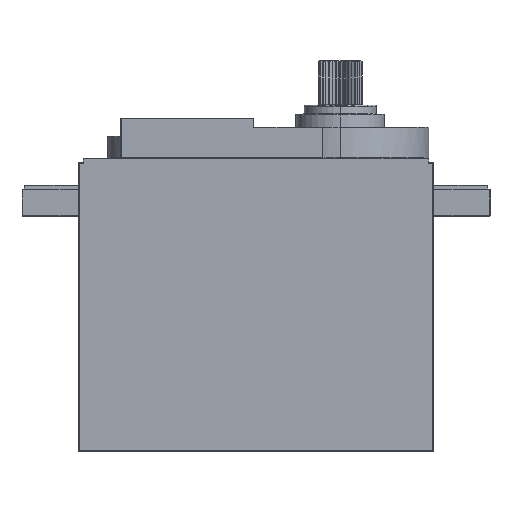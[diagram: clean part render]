
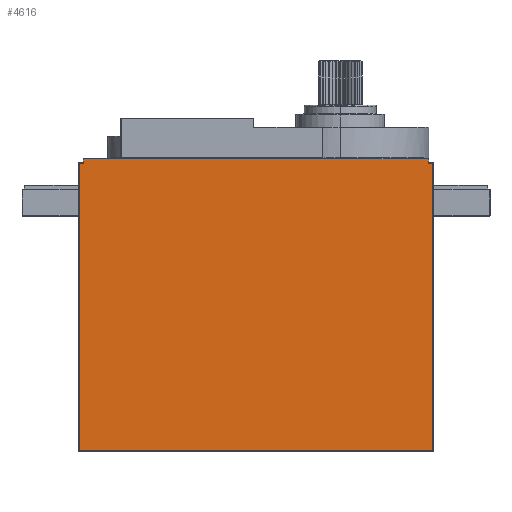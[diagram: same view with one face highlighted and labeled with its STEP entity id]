
A CAD part, top view. The second image highlights one B-rep face of the part: STEP entity #4616.
In plain terms, the highlighted planar face has unit normal (0, 0, 1).
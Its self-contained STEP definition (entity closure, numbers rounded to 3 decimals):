
#235 = ORIENTED_EDGE ( 'NONE', *, *, #8894, .T. ) ;
#518 = ORIENTED_EDGE ( 'NONE', *, *, #36518, .F. ) ;
#521 = CARTESIAN_POINT ( 'NONE',  ( 28.086, 32.95, 20. ) ) ;
#910 = CARTESIAN_POINT ( 'NONE',  ( 39.45, 32.95, 20. ) ) ;
#1591 = EDGE_LOOP ( 'NONE', ( #25307, #14800, #16570, #7171, #24285, #235, #6869, #30208, #36313, #35130, #5071, #518, #34298 ) ) ;
#1971 = VERTEX_POINT ( 'NONE', #521 ) ;
#2341 = CARTESIAN_POINT ( 'NONE',  ( 0., 0.05, 20. ) ) ;
#2412 = CARTESIAN_POINT ( 'NONE',  ( 28.321, 32.95, 20. ) ) ;
#2435 = EDGE_CURVE ( 'NONE', #1971, #28106, #38240, .T. ) ;
#2618 = DIRECTION ( 'NONE',  ( 0., 0., 1. ) ) ;
#2623 = DIRECTION ( 'NONE',  ( -1., 0., 0. ) ) ;
#3760 = EDGE_CURVE ( 'NONE', #1971, #16601, #25579, .T. ) ;
#3796 = CARTESIAN_POINT ( 'NONE',  ( 39.45, 0., 20. ) ) ;
#4302 = CARTESIAN_POINT ( 'NONE',  ( 29.618, 32.95, 20. ) ) ;
#4346 = CARTESIAN_POINT ( 'NONE',  ( 0.45, 32.45, 20. ) ) ;
#4353 = CIRCLE ( 'NONE', #41593, 0.1 ) ;
#4616 = ADVANCED_FACE ( 'NONE', ( #9368 ), #22723, .F. ) ;
#4784 = VECTOR ( 'NONE', #28512, 1000. ) ;
#4849 = EDGE_CURVE ( 'NONE', #43086, #33797, #40071, .T. ) ;
#5071 = ORIENTED_EDGE ( 'NONE', *, *, #34560, .T. ) ;
#5741 = CARTESIAN_POINT ( 'NONE',  ( 28.557, 32.95, 20. ) ) ;
#6036 = EDGE_CURVE ( 'NONE', #33797, #17280, #25203, .T. ) ;
#6692 = LINE ( 'NONE', #3796, #43249 ) ;
#6869 = ORIENTED_EDGE ( 'NONE', *, *, #40596, .T. ) ;
#6951 = CARTESIAN_POINT ( 'NONE',  ( 39.95, 0., 20. ) ) ;
#7171 = ORIENTED_EDGE ( 'NONE', *, *, #39358, .T. ) ;
#7568 = CARTESIAN_POINT ( 'NONE',  ( 0., 0., 20. ) ) ;
#8857 = CARTESIAN_POINT ( 'NONE',  ( 29.264, 32.95, 20. ) ) ;
#8894 = EDGE_CURVE ( 'NONE', #11282, #33285, #6692, .T. ) ;
#9115 = DIRECTION ( 'NONE',  ( -1., 0., 0. ) ) ;
#9368 = FACE_OUTER_BOUND ( 'NONE', #1591, .T. ) ;
#9457 = DIRECTION ( 'NONE',  ( -1., 0., 0. ) ) ;
#9511 = VECTOR ( 'NONE', #23306, 1000. ) ;
#10902 = VERTEX_POINT ( 'NONE', #4346 ) ;
#11282 = VERTEX_POINT ( 'NONE', #23508 ) ;
#11529 = EDGE_CURVE ( 'NONE', #11282, #41451, #4353, .T. ) ;
#11776 = DIRECTION ( 'NONE',  ( -1., 0., 0. ) ) ;
#11882 = CARTESIAN_POINT ( 'NONE',  ( 29.5, 32.95, 20. ) ) ;
#12405 = LINE ( 'NONE', #25767, #39496 ) ;
#12549 = CARTESIAN_POINT ( 'NONE',  ( 39.55, 32.55, 20. ) ) ;
#12746 = EDGE_CURVE ( 'NONE', #28106, #41246, #34265, .T. ) ;
#12763 = CARTESIAN_POINT ( 'NONE',  ( 0.55, 32.95, 20. ) ) ;
#14436 = CARTESIAN_POINT ( 'NONE',  ( 29.5, 32.95, 20. ) ) ;
#14800 = ORIENTED_EDGE ( 'NONE', *, *, #6036, .T. ) ;
#15465 = VECTOR ( 'NONE', #33789, 1000. ) ;
#16074 = CARTESIAN_POINT ( 'NONE',  ( 29.5, 32.95, 20. ) ) ;
#16570 = ORIENTED_EDGE ( 'NONE', *, *, #38107, .T. ) ;
#16601 = VERTEX_POINT ( 'NONE', #12763 ) ;
#17093 = VECTOR ( 'NONE', #2623, 1000. ) ;
#17234 = DIRECTION ( 'NONE',  ( 0., 1., 0. ) ) ;
#17280 = VERTEX_POINT ( 'NONE', #24153 ) ;
#17436 = CARTESIAN_POINT ( 'NONE',  ( 0.55, 0., 20. ) ) ;
#17808 = CARTESIAN_POINT ( 'NONE',  ( 30.914, 32.95, 20. ) ) ;
#18128 = CARTESIAN_POINT ( 'NONE',  ( 0., 32.95, 20. ) ) ;
#18903 = DIRECTION ( 'NONE',  ( -1., 0., 0. ) ) ;
#19191 = VECTOR ( 'NONE', #21423, 1000. ) ;
#19546 = CIRCLE ( 'NONE', #35041, 0.1 ) ;
#20974 = CARTESIAN_POINT ( 'NONE',  ( 39.95, 32.45, 20. ) ) ;
#21367 = DIRECTION ( 'NONE',  ( 0., -1., 0. ) ) ;
#21423 = DIRECTION ( 'NONE',  ( -1., 0., 0. ) ) ;
#21875 = CARTESIAN_POINT ( 'NONE',  ( 29.971, 32.95, 20. ) ) ;
#22723 = PLANE ( 'NONE',  #31237 ) ;
#23111 = EDGE_CURVE ( 'NONE', #10902, #43086, #38846, .T. ) ;
#23198 = LINE ( 'NONE', #6951, #15465 ) ;
#23306 = DIRECTION ( 'NONE',  ( 0., -1., 0. ) ) ;
#23508 = CARTESIAN_POINT ( 'NONE',  ( 39.45, 32.55, 20. ) ) ;
#23992 = LINE ( 'NONE', #17436, #41945 ) ;
#24068 = CARTESIAN_POINT ( 'NONE',  ( 0.55, 32.55, 20. ) ) ;
#24153 = CARTESIAN_POINT ( 'NONE',  ( 39.95, 0.05, 20. ) ) ;
#24218 = DIRECTION ( 'NONE',  ( 0., 0., -1. ) ) ;
#24285 = ORIENTED_EDGE ( 'NONE', *, *, #11529, .F. ) ;
#24410 = CARTESIAN_POINT ( 'NONE',  ( 0.05, 0.05, 20. ) ) ;
#24936 = CARTESIAN_POINT ( 'NONE',  ( 30.443, 32.95, 20. ) ) ;
#25203 = LINE ( 'NONE', #2341, #4784 ) ;
#25307 = ORIENTED_EDGE ( 'NONE', *, *, #4849, .T. ) ;
#25579 = LINE ( 'NONE', #18128, #19191 ) ;
#25767 = CARTESIAN_POINT ( 'NONE',  ( 0., 32.45, 20. ) ) ;
#25965 = CARTESIAN_POINT ( 'NONE',  ( 0.05, 0., 20. ) ) ;
#26991 = VECTOR ( 'NONE', #11776, 1000. ) ;
#28106 = VERTEX_POINT ( 'NONE', #11882 ) ;
#28512 = DIRECTION ( 'NONE',  ( 1., 0., 0. ) ) ;
#28756 = VERTEX_POINT ( 'NONE', #20974 ) ;
#29846 = DIRECTION ( 'NONE',  ( 0., 0., 1. ) ) ;
#30208 = ORIENTED_EDGE ( 'NONE', *, *, #12746, .F. ) ;
#31237 = AXIS2_PLACEMENT_3D ( 'NONE', #7568, #24218, #33966 ) ;
#31635 = CARTESIAN_POINT ( 'NONE',  ( 0.05, 32.45, 20. ) ) ;
#31976 = CARTESIAN_POINT ( 'NONE',  ( 0., 32.45, 20. ) ) ;
#32791 = CARTESIAN_POINT ( 'NONE',  ( 0., 32.95, 20. ) ) ;
#32813 = CARTESIAN_POINT ( 'NONE',  ( 28.911, 32.95, 20. ) ) ;
#33285 = VERTEX_POINT ( 'NONE', #910 ) ;
#33789 = DIRECTION ( 'NONE',  ( 0., 1., 0. ) ) ;
#33797 = VERTEX_POINT ( 'NONE', #24410 ) ;
#33966 = DIRECTION ( 'NONE',  ( -1., 0., 0. ) ) ;
#34265 = B_SPLINE_CURVE_WITH_KNOTS ( 'NONE', 3,
 ( #14436, #4302, #37763, #21875, #38439, #24936, #34668, #38195 ),
 .UNSPECIFIED., .F., .F.,
 ( 4, 2, 2, 4 ),
 ( 0., 0.25, 0.5, 1. ),
 .UNSPECIFIED. ) ;
#34296 = CARTESIAN_POINT ( 'NONE',  ( 39.55, 32.45, 20. ) ) ;
#34298 = ORIENTED_EDGE ( 'NONE', *, *, #23111, .T. ) ;
#34560 = EDGE_CURVE ( 'NONE', #16601, #43145, #23992, .T. ) ;
#34668 = CARTESIAN_POINT ( 'NONE',  ( 30.679, 32.95, 20. ) ) ;
#35041 = AXIS2_PLACEMENT_3D ( 'NONE', #35871, #2618, #9457 ) ;
#35130 = ORIENTED_EDGE ( 'NONE', *, *, #3760, .T. ) ;
#35211 = LINE ( 'NONE', #32791, #17093 ) ;
#35871 = CARTESIAN_POINT ( 'NONE',  ( 0.45, 32.55, 20. ) ) ;
#35897 = CARTESIAN_POINT ( 'NONE',  ( 29.382, 32.95, 20. ) ) ;
#36107 = CARTESIAN_POINT ( 'NONE',  ( 28.086, 32.95, 20. ) ) ;
#36313 = ORIENTED_EDGE ( 'NONE', *, *, #2435, .F. ) ;
#36518 = EDGE_CURVE ( 'NONE', #10902, #43145, #19546, .T. ) ;
#37763 = CARTESIAN_POINT ( 'NONE',  ( 29.736, 32.95, 20. ) ) ;
#38107 = EDGE_CURVE ( 'NONE', #17280, #28756, #23198, .T. ) ;
#38195 = CARTESIAN_POINT ( 'NONE',  ( 30.914, 32.95, 20. ) ) ;
#38240 = B_SPLINE_CURVE_WITH_KNOTS ( 'NONE', 3,
 ( #36107, #2412, #5741, #32813, #42946, #8857, #35897, #16074 ),
 .UNSPECIFIED., .F., .F.,
 ( 4, 2, 2, 4 ),
 ( 0., 0.5, 0.75, 1. ),
 .UNSPECIFIED. ) ;
#38439 = CARTESIAN_POINT ( 'NONE',  ( 30.089, 32.95, 20. ) ) ;
#38846 = LINE ( 'NONE', #31976, #26991 ) ;
#39358 = EDGE_CURVE ( 'NONE', #28756, #41451, #12405, .T. ) ;
#39496 = VECTOR ( 'NONE', #9115, 1000. ) ;
#40071 = LINE ( 'NONE', #25965, #9511 ) ;
#40596 = EDGE_CURVE ( 'NONE', #33285, #41246, #35211, .T. ) ;
#41246 = VERTEX_POINT ( 'NONE', #17808 ) ;
#41451 = VERTEX_POINT ( 'NONE', #34296 ) ;
#41593 = AXIS2_PLACEMENT_3D ( 'NONE', #12549, #29846, #18903 ) ;
#41945 = VECTOR ( 'NONE', #21367, 1000. ) ;
#42946 = CARTESIAN_POINT ( 'NONE',  ( 29.029, 32.95, 20. ) ) ;
#43086 = VERTEX_POINT ( 'NONE', #31635 ) ;
#43145 = VERTEX_POINT ( 'NONE', #24068 ) ;
#43249 = VECTOR ( 'NONE', #17234, 1000. ) ;
